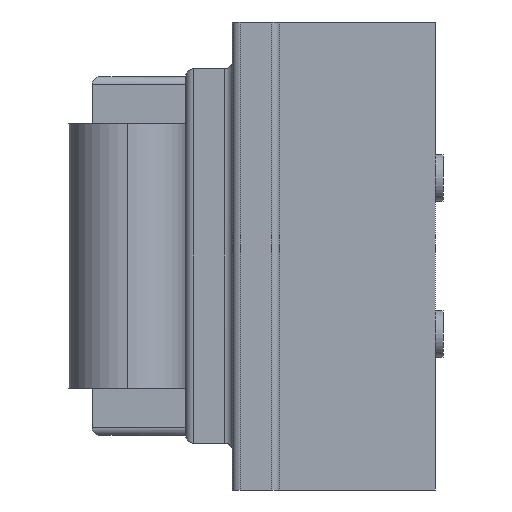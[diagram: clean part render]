
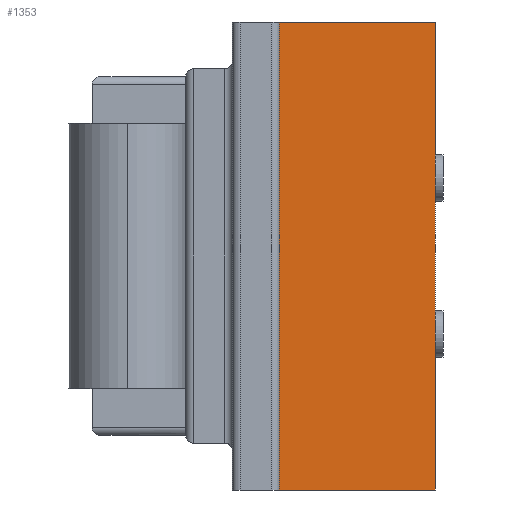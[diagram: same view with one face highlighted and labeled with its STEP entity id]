
A CAD part, left-side view. The second image highlights one B-rep face of the part: STEP entity #1353.
In plain terms, the highlighted planar face has unit normal (-1, 0, 0).
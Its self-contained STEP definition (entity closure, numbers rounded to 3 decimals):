
#83=PLANE('',#1513);
#164=FACE_OUTER_BOUND('',#250,.T.);
#250=EDGE_LOOP('',(#1226,#1227,#1228,#1229));
#354=LINE('',#2121,#488);
#364=LINE('',#2151,#498);
#424=LINE('',#2305,#558);
#425=LINE('',#2307,#559);
#488=VECTOR('',#1701,10.);
#498=VECTOR('',#1733,10.);
#558=VECTOR('',#1919,10.);
#559=VECTOR('',#1922,10.);
#630=VERTEX_POINT('',#2118);
#631=VERTEX_POINT('',#2120);
#640=VERTEX_POINT('',#2150);
#671=VERTEX_POINT('',#2303);
#769=EDGE_CURVE('',#630,#631,#354,.T.);
#784=EDGE_CURVE('',#640,#631,#364,.T.);
#860=EDGE_CURVE('',#630,#671,#424,.T.);
#861=EDGE_CURVE('',#640,#671,#425,.T.);
#1226=ORIENTED_EDGE('',*,*,#860,.T.);
#1227=ORIENTED_EDGE('',*,*,#861,.F.);
#1228=ORIENTED_EDGE('',*,*,#784,.T.);
#1229=ORIENTED_EDGE('',*,*,#769,.F.);
#1353=ADVANCED_FACE('',(#164),#83,.T.);
#1513=AXIS2_PLACEMENT_3D('',#2306,#1920,#1921);
#1701=DIRECTION('',(0.,1.,0.));
#1733=DIRECTION('',(0.,0.,-1.));
#1919=DIRECTION('',(0.,0.,1.));
#1920=DIRECTION('center_axis',(-1.,0.,0.));
#1921=DIRECTION('ref_axis',(0.,-1.,0.));
#1922=DIRECTION('',(0.,-1.,0.));
#2118=CARTESIAN_POINT('',(-3550.,0.,-1500.));
#2120=CARTESIAN_POINT('',(-3550.,1000.,-1500.));
#2121=CARTESIAN_POINT('',(-3550.,1000.,-1500.));
#2150=CARTESIAN_POINT('',(-3550.,1000.,1500.));
#2151=CARTESIAN_POINT('',(-3550.,1000.,0.));
#2303=CARTESIAN_POINT('',(-3550.,0.,1500.));
#2305=CARTESIAN_POINT('',(-3550.,0.,0.));
#2306=CARTESIAN_POINT('Origin',(-3550.,1000.,0.));
#2307=CARTESIAN_POINT('',(-3550.,1000.,1500.));
